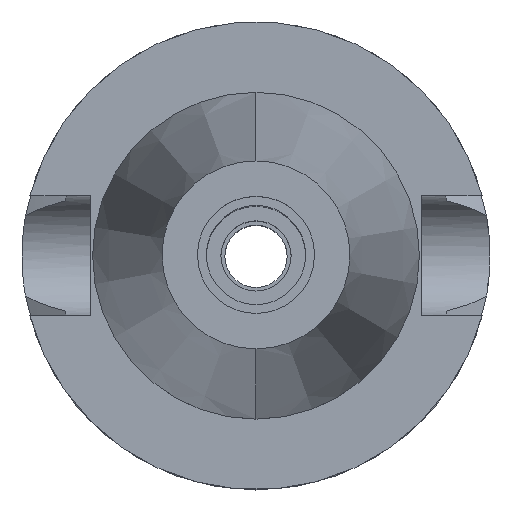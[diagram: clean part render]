
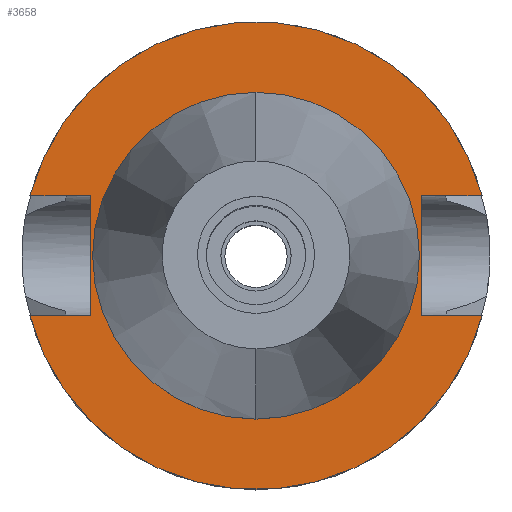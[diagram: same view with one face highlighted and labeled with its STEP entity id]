
A CAD part, top view. The second image highlights one B-rep face of the part: STEP entity #3658.
In plain terms, the highlighted planar face has unit normal (0, 0, 1).
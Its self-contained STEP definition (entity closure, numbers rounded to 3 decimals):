
#34 = DIRECTION ( 'NONE',  ( 1., 0., 0. ) ) ;
#114 = CARTESIAN_POINT ( 'NONE',  ( -35.4, -12.85, -3. ) ) ;
#133 = DIRECTION ( 'NONE',  ( 0., 0., 1. ) ) ;
#143 = CARTESIAN_POINT ( 'NONE',  ( -48.321, 12.85, -3. ) ) ;
#148 = EDGE_LOOP ( 'NONE', ( #2395, #388, #2298, #3241, #1721, #2200, #2097, #812 ) ) ;
#152 = EDGE_CURVE ( 'NONE', #214, #2537, #3488, .T. ) ;
#214 = VERTEX_POINT ( 'NONE', #2871 ) ;
#233 = VECTOR ( 'NONE', #404, 1000. ) ;
#244 = VERTEX_POINT ( 'NONE', #2949 ) ;
#306 = LINE ( 'NONE', #1461, #1653 ) ;
#388 = ORIENTED_EDGE ( 'NONE', *, *, #1416, .F. ) ;
#403 = VECTOR ( 'NONE', #615, 1000. ) ;
#404 = DIRECTION ( 'NONE',  ( -1., 0., 0. ) ) ;
#410 = CIRCLE ( 'NONE', #1777, 34.925 ) ;
#412 = CARTESIAN_POINT ( 'NONE',  ( 48.321, -12.85, -3. ) ) ;
#456 = VECTOR ( 'NONE', #34, 1000. ) ;
#463 = AXIS2_PLACEMENT_3D ( 'NONE', #1799, #3490, #1783 ) ;
#472 = DIRECTION ( 'NONE',  ( 0., 1., 0. ) ) ;
#499 = FACE_OUTER_BOUND ( 'NONE', #148, .T. ) ;
#594 = VERTEX_POINT ( 'NONE', #3441 ) ;
#615 = DIRECTION ( 'NONE',  ( 1., 0., 0. ) ) ;
#752 = CIRCLE ( 'NONE', #2618, 50. ) ;
#812 = ORIENTED_EDGE ( 'NONE', *, *, #1260, .F. ) ;
#826 = VERTEX_POINT ( 'NONE', #3390 ) ;
#877 = VECTOR ( 'NONE', #882, 1000. ) ;
#882 = DIRECTION ( 'NONE',  ( 0., -1., 0. ) ) ;
#884 = ORIENTED_EDGE ( 'NONE', *, *, #3525, .F. ) ;
#912 = DIRECTION ( 'NONE',  ( -1., 0., 0. ) ) ;
#978 = CIRCLE ( 'NONE', #2469, 34.925 ) ;
#1077 = CARTESIAN_POINT ( 'NONE',  ( 0., 0., -3. ) ) ;
#1080 = EDGE_CURVE ( 'NONE', #1440, #2553, #410, .T. ) ;
#1143 = AXIS2_PLACEMENT_3D ( 'NONE', #1077, #1935, #3093 ) ;
#1191 = LINE ( 'NONE', #114, #2478 ) ;
#1223 = LINE ( 'NONE', #3535, #403 ) ;
#1229 = EDGE_CURVE ( 'NONE', #2500, #594, #752, .T. ) ;
#1260 = EDGE_CURVE ( 'NONE', #826, #3052, #306, .T. ) ;
#1348 = CARTESIAN_POINT ( 'NONE',  ( 0., 0., -3. ) ) ;
#1416 = EDGE_CURVE ( 'NONE', #2537, #2444, #1485, .T. ) ;
#1434 = CARTESIAN_POINT ( 'NONE',  ( -35.4, 12.85, -3. ) ) ;
#1440 = VERTEX_POINT ( 'NONE', #3186 ) ;
#1461 = CARTESIAN_POINT ( 'NONE',  ( -35.4, -12.85, -3. ) ) ;
#1485 = CIRCLE ( 'NONE', #463, 50. ) ;
#1539 = EDGE_CURVE ( 'NONE', #3052, #2500, #2092, .T. ) ;
#1653 = VECTOR ( 'NONE', #2239, 1000. ) ;
#1675 = ORIENTED_EDGE ( 'NONE', *, *, #1080, .F. ) ;
#1721 = ORIENTED_EDGE ( 'NONE', *, *, #2392, .T. ) ;
#1777 = AXIS2_PLACEMENT_3D ( 'NONE', #1348, #1938, #472 ) ;
#1783 = DIRECTION ( 'NONE',  ( 0., -1., 0. ) ) ;
#1799 = CARTESIAN_POINT ( 'NONE',  ( 0., 0., -3. ) ) ;
#1818 = CARTESIAN_POINT ( 'NONE',  ( 0., 0., -3. ) ) ;
#1935 = DIRECTION ( 'NONE',  ( 0., 0., -1. ) ) ;
#1938 = DIRECTION ( 'NONE',  ( 0., 0., 1. ) ) ;
#1957 = EDGE_CURVE ( 'NONE', #826, #2444, #1191, .T. ) ;
#2092 = LINE ( 'NONE', #2972, #233 ) ;
#2097 = ORIENTED_EDGE ( 'NONE', *, *, #1539, .F. ) ;
#2200 = ORIENTED_EDGE ( 'NONE', *, *, #1229, .F. ) ;
#2201 = DIRECTION ( 'NONE',  ( 0., 0., -1. ) ) ;
#2239 = DIRECTION ( 'NONE',  ( 0., 1., 0. ) ) ;
#2280 = EDGE_LOOP ( 'NONE', ( #1675, #884 ) ) ;
#2298 = ORIENTED_EDGE ( 'NONE', *, *, #152, .F. ) ;
#2392 = EDGE_CURVE ( 'NONE', #244, #594, #1223, .T. ) ;
#2395 = ORIENTED_EDGE ( 'NONE', *, *, #1957, .T. ) ;
#2444 = VERTEX_POINT ( 'NONE', #2653 ) ;
#2469 = AXIS2_PLACEMENT_3D ( 'NONE', #1818, #133, #2974 ) ;
#2478 = VECTOR ( 'NONE', #912, 1000. ) ;
#2500 = VERTEX_POINT ( 'NONE', #143 ) ;
#2505 = FACE_BOUND ( 'NONE', #2280, .T. ) ;
#2537 = VERTEX_POINT ( 'NONE', #412 ) ;
#2553 = VERTEX_POINT ( 'NONE', #3667 ) ;
#2618 = AXIS2_PLACEMENT_3D ( 'NONE', #3378, #2201, #2722 ) ;
#2629 = LINE ( 'NONE', #3450, #877 ) ;
#2653 = CARTESIAN_POINT ( 'NONE',  ( -48.321, -12.85, -3. ) ) ;
#2665 = EDGE_CURVE ( 'NONE', #244, #214, #2629, .T. ) ;
#2722 = DIRECTION ( 'NONE',  ( 0., 1., 0. ) ) ;
#2871 = CARTESIAN_POINT ( 'NONE',  ( 35.4, -12.85, -3. ) ) ;
#2909 = CARTESIAN_POINT ( 'NONE',  ( 35.4, -12.85, -3. ) ) ;
#2949 = CARTESIAN_POINT ( 'NONE',  ( 35.4, 12.85, -3. ) ) ;
#2972 = CARTESIAN_POINT ( 'NONE',  ( -35.4, 12.85, -3. ) ) ;
#2974 = DIRECTION ( 'NONE',  ( 0., -1., 0. ) ) ;
#3052 = VERTEX_POINT ( 'NONE', #1434 ) ;
#3093 = DIRECTION ( 'NONE',  ( 0., -1., 0. ) ) ;
#3186 = CARTESIAN_POINT ( 'NONE',  ( 0., 34.925, -3. ) ) ;
#3241 = ORIENTED_EDGE ( 'NONE', *, *, #2665, .F. ) ;
#3378 = CARTESIAN_POINT ( 'NONE',  ( 0., 0., -3. ) ) ;
#3390 = CARTESIAN_POINT ( 'NONE',  ( -35.4, -12.85, -3. ) ) ;
#3441 = CARTESIAN_POINT ( 'NONE',  ( 48.321, 12.85, -3. ) ) ;
#3450 = CARTESIAN_POINT ( 'NONE',  ( 35.4, 12.85, -3. ) ) ;
#3488 = LINE ( 'NONE', #2909, #456 ) ;
#3490 = DIRECTION ( 'NONE',  ( 0., 0., -1. ) ) ;
#3525 = EDGE_CURVE ( 'NONE', #2553, #1440, #978, .T. ) ;
#3535 = CARTESIAN_POINT ( 'NONE',  ( 35.4, 12.85, -3. ) ) ;
#3645 = PLANE ( 'NONE',  #1143 ) ;
#3658 = ADVANCED_FACE ( 'NONE', ( #499, #2505 ), #3645, .F. ) ;
#3667 = CARTESIAN_POINT ( 'NONE',  ( 0., -34.925, -3. ) ) ;
